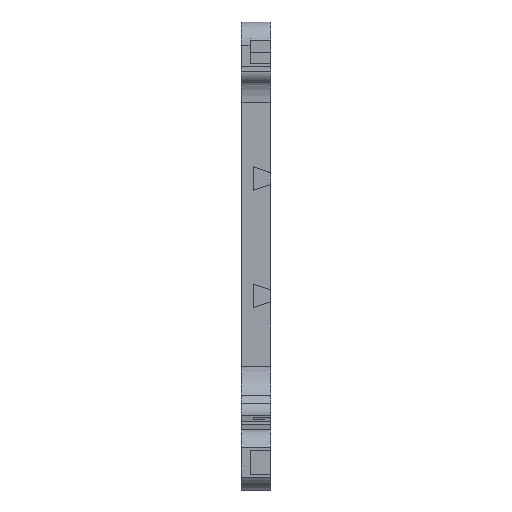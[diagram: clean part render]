
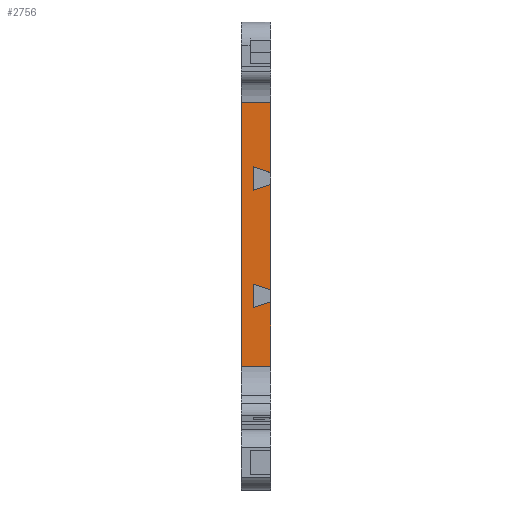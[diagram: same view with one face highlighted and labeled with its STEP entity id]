
A CAD part, top view. The second image highlights one B-rep face of the part: STEP entity #2756.
In plain terms, the highlighted planar face has unit normal (0, 0, 1).
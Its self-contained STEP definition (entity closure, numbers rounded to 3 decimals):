
#140=FACE_OUTER_BOUND('',#281,.T.);
#281=EDGE_LOOP('',(#2233,#2234,#2235,#2236,#2237,#2238,#2239,#2240,#2241,
#2242,#2243,#2244));
#358=LINE('',#3758,#723);
#362=LINE('',#3766,#727);
#365=LINE('',#3772,#730);
#369=LINE('',#3781,#734);
#373=LINE('',#3789,#738);
#376=LINE('',#3795,#741);
#380=LINE('',#3802,#745);
#381=LINE('',#3804,#746);
#459=LINE('',#3991,#824);
#592=LINE('',#4287,#957);
#613=LINE('',#4339,#978);
#619=LINE('',#4350,#984);
#723=VECTOR('',#3031,10.);
#727=VECTOR('',#3037,10.);
#730=VECTOR('',#3042,10.);
#734=VECTOR('',#3050,10.);
#738=VECTOR('',#3056,10.);
#741=VECTOR('',#3061,10.);
#745=VECTOR('',#3069,10.);
#746=VECTOR('',#3070,10.);
#824=VECTOR('',#3180,10.);
#957=VECTOR('',#3425,10.);
#978=VECTOR('',#3478,10.);
#984=VECTOR('',#3494,10.);
#1088=VERTEX_POINT('',#3756);
#1089=VERTEX_POINT('',#3757);
#1092=VERTEX_POINT('',#3765);
#1094=VERTEX_POINT('',#3771);
#1096=VERTEX_POINT('',#3779);
#1097=VERTEX_POINT('',#3780);
#1100=VERTEX_POINT('',#3788);
#1102=VERTEX_POINT('',#3794);
#1104=VERTEX_POINT('',#3803);
#1197=VERTEX_POINT('',#3989);
#1303=VERTEX_POINT('',#4284);
#1304=VERTEX_POINT('',#4286);
#1357=EDGE_CURVE('',#1088,#1089,#358,.T.);
#1361=EDGE_CURVE('',#1092,#1088,#362,.T.);
#1364=EDGE_CURVE('',#1089,#1094,#365,.T.);
#1368=EDGE_CURVE('',#1096,#1097,#369,.T.);
#1372=EDGE_CURVE('',#1100,#1096,#373,.T.);
#1375=EDGE_CURVE('',#1097,#1102,#376,.T.);
#1379=EDGE_CURVE('',#1094,#1100,#380,.T.);
#1380=EDGE_CURVE('',#1102,#1104,#381,.T.);
#1474=EDGE_CURVE('',#1197,#1092,#459,.T.);
#1623=EDGE_CURVE('',#1304,#1303,#592,.T.);
#1652=EDGE_CURVE('',#1303,#1104,#613,.T.);
#1658=EDGE_CURVE('',#1197,#1304,#619,.T.);
#2233=ORIENTED_EDGE('',*,*,#1364,.F.);
#2234=ORIENTED_EDGE('',*,*,#1357,.F.);
#2235=ORIENTED_EDGE('',*,*,#1361,.F.);
#2236=ORIENTED_EDGE('',*,*,#1474,.F.);
#2237=ORIENTED_EDGE('',*,*,#1658,.T.);
#2238=ORIENTED_EDGE('',*,*,#1623,.T.);
#2239=ORIENTED_EDGE('',*,*,#1652,.T.);
#2240=ORIENTED_EDGE('',*,*,#1380,.F.);
#2241=ORIENTED_EDGE('',*,*,#1375,.F.);
#2242=ORIENTED_EDGE('',*,*,#1368,.F.);
#2243=ORIENTED_EDGE('',*,*,#1372,.F.);
#2244=ORIENTED_EDGE('',*,*,#1379,.F.);
#2628=PLANE('',#2949);
#2756=ADVANCED_FACE('',(#140),#2628,.F.);
#2949=AXIS2_PLACEMENT_3D('',#4351,#3495,#3496);
#3031=DIRECTION('',(0.,-1.,0.));
#3037=DIRECTION('',(-0.949,0.316,0.));
#3042=DIRECTION('',(0.949,0.316,0.));
#3050=DIRECTION('',(0.,-1.,0.));
#3056=DIRECTION('',(-0.949,0.316,0.));
#3061=DIRECTION('',(0.949,0.316,0.));
#3069=DIRECTION('',(0.,-1.,0.));
#3070=DIRECTION('',(0.,-1.,0.));
#3180=DIRECTION('',(0.,-1.,0.));
#3425=DIRECTION('',(0.,-1.,0.));
#3478=DIRECTION('',(1.,0.,0.));
#3494=DIRECTION('',(-1.,0.,0.));
#3495=DIRECTION('center_axis',(0.,0.,-1.));
#3496=DIRECTION('ref_axis',(1.,0.,0.));
#3756=CARTESIAN_POINT('',(2.,70.,82.));
#3757=CARTESIAN_POINT('',(2.,66.,82.));
#3758=CARTESIAN_POINT('',(2.,78.499,82.));
#3765=CARTESIAN_POINT('',(5.,69.,82.));
#3766=CARTESIAN_POINT('',(0.05,70.65,82.));
#3771=CARTESIAN_POINT('',(5.,67.,82.));
#3772=CARTESIAN_POINT('',(4.25,66.75,82.));
#3779=CARTESIAN_POINT('',(2.,50.,82.));
#3780=CARTESIAN_POINT('',(2.,46.,82.));
#3781=CARTESIAN_POINT('',(2.,68.499,82.));
#3788=CARTESIAN_POINT('',(5.,49.,82.));
#3789=CARTESIAN_POINT('',(-2.95,51.65,82.));
#3794=CARTESIAN_POINT('',(5.,47.,82.));
#3795=CARTESIAN_POINT('',(7.25,47.75,82.));
#3802=CARTESIAN_POINT('',(5.,86.998,82.));
#3803=CARTESIAN_POINT('',(5.,35.965,82.));
#3804=CARTESIAN_POINT('',(5.,86.998,82.));
#3989=CARTESIAN_POINT('',(5.,80.998,82.));
#3991=CARTESIAN_POINT('',(5.,86.998,82.));
#4284=CARTESIAN_POINT('',(0.,35.965,82.));
#4286=CARTESIAN_POINT('',(0.,80.998,82.));
#4287=CARTESIAN_POINT('',(0.,86.998,82.));
#4339=CARTESIAN_POINT('',(5.,35.965,82.));
#4350=CARTESIAN_POINT('',(0.,80.998,82.));
#4351=CARTESIAN_POINT('Origin',(0.,86.998,82.));
